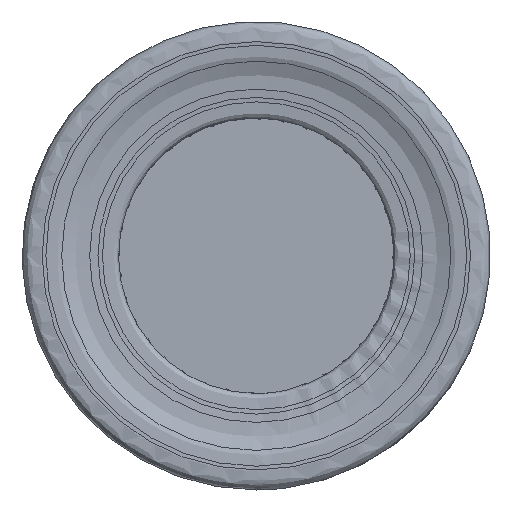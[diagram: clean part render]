
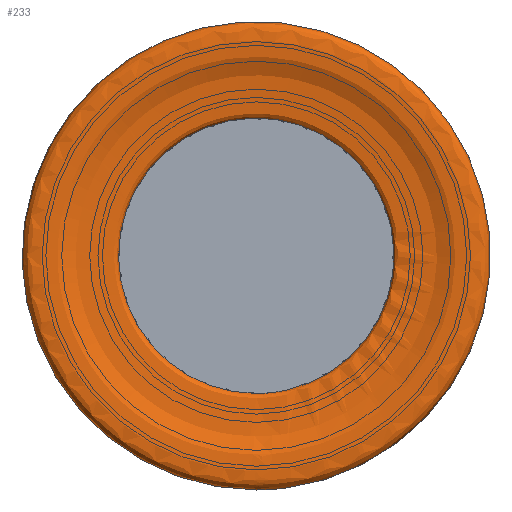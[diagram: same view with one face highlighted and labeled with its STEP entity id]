
A CAD part, left-side view. The second image highlights one B-rep face of the part: STEP entity #233.
In plain terms, the highlighted face is a revolution surface.
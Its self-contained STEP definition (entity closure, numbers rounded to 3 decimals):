
#24=SURFACE_OF_REVOLUTION('',#32,#28);
#28=AXIS1_PLACEMENT('',#668,#576);
#32=B_SPLINE_CURVE_WITH_KNOTS('',3,(#647,#648,#649,#650,#651,#652,#653,
#654,#655,#656,#657,#658,#659,#660,#661,#662,#663,#664,#665,#666,#667),
 .UNSPECIFIED.,.F.,.F.,(4,1,1,1,1,1,1,1,1,1,1,1,1,1,1,1,1,1,4),(0.,0.063,
0.094,0.125,0.188,0.25,0.313,0.375,0.438,0.5,0.563,0.625,0.688,0.75,
0.813,0.875,0.906,0.938,1.),.UNSPECIFIED.);
#233=ADVANCED_FACE('',(#279,#280),#24,.T.);
#279=FACE_BOUND('',#325,.T.);
#280=FACE_BOUND('',#326,.T.);
#325=EDGE_LOOP('',(#371));
#326=EDGE_LOOP('',(#372));
#371=ORIENTED_EDGE('',*,*,#421,.F.);
#372=ORIENTED_EDGE('',*,*,#422,.T.);
#398=VERTEX_POINT('',#644);
#399=VERTEX_POINT('',#646);
#421=EDGE_CURVE('',#398,#398,#444,.T.);
#422=EDGE_CURVE('',#399,#399,#445,.T.);
#444=CIRCLE('',#488,16.);
#445=CIRCLE('',#489,9.408);
#488=AXIS2_PLACEMENT_3D('',#643,#572,#573);
#489=AXIS2_PLACEMENT_3D('',#645,#574,#575);
#572=DIRECTION('',(1.,0.,0.));
#573=DIRECTION('',(0.,0.,-1.));
#574=DIRECTION('',(1.,0.,0.));
#575=DIRECTION('',(0.,0.,-1.));
#576=DIRECTION('',(1.,0.,0.));
#643=CARTESIAN_POINT('',(0.787,0.,0.));
#644=CARTESIAN_POINT('',(0.787,0.,-16.));
#645=CARTESIAN_POINT('',(1.121,0.,0.));
#646=CARTESIAN_POINT('',(1.121,0.,-9.408));
#647=CARTESIAN_POINT('',(1.121,-9.387,0.629));
#648=CARTESIAN_POINT('',(0.966,-9.395,0.66));
#649=CARTESIAN_POINT('',(0.752,-9.588,0.683));
#650=CARTESIAN_POINT('',(0.753,-9.9,0.647));
#651=CARTESIAN_POINT('',(0.75,-10.197,0.613));
#652=CARTESIAN_POINT('',(0.748,-10.552,0.572));
#653=CARTESIAN_POINT('',(0.736,-10.97,0.526));
#654=CARTESIAN_POINT('',(0.708,-11.395,0.483));
#655=CARTESIAN_POINT('',(0.655,-11.836,0.443));
#656=CARTESIAN_POINT('',(0.571,-12.299,0.407));
#657=CARTESIAN_POINT('',(0.447,-12.762,0.379));
#658=CARTESIAN_POINT('',(0.276,-13.205,0.363));
#659=CARTESIAN_POINT('',(0.02,-13.615,0.37));
#660=CARTESIAN_POINT('',(-0.004,-14.095,0.319));
#661=CARTESIAN_POINT('',(0.002,-14.565,0.263));
#662=CARTESIAN_POINT('',(-0.002,-15.036,0.21));
#663=CARTESIAN_POINT('',(0.017,-15.436,0.159));
#664=CARTESIAN_POINT('',(0.174,-15.703,0.096));
#665=CARTESIAN_POINT('',(0.403,-15.916,0.023));
#666=CARTESIAN_POINT('',(0.632,-15.998,-0.034));
#667=CARTESIAN_POINT('',(0.787,-16.,-0.067));
#668=CARTESIAN_POINT('',(0.,0.,0.));
